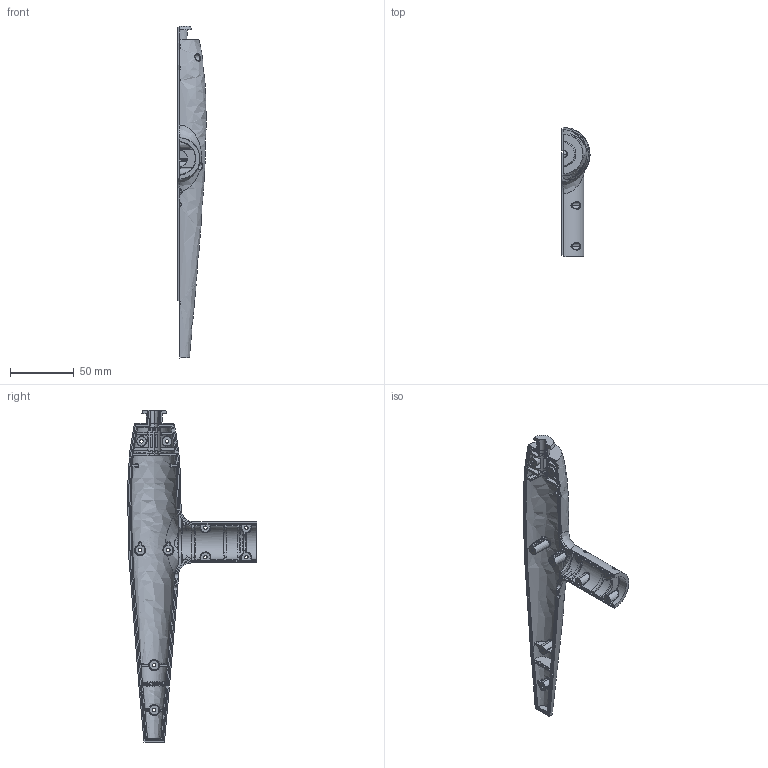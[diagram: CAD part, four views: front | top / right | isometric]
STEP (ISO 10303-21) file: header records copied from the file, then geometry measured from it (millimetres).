
FILE_DESCRIPTION (( 'STEP AP203' ), '1' );
FILE_NAME ('body-port_asw.STEP', '2015-04-23T12:37:06', ( 'ROBIN' ), ( 'Microsoft' ), 'SwSTEP 2.0', 'SolidWorks 2015', '' );
FILE_SCHEMA (( 'CONFIG_CONTROL_DESIGN' ));
Length unit declared in the file: millimetre
Products named in the file (1): body-port_asw
Bounding box: 22.05 x 100.95 x 259.49 mm (x, y, z)
Volume: 51426.8 mm3; surface area: 40082.5 mm2
Topology: 1 solids, 1 shells, 452 faces, 1193 edges, 765 vertices
Faces by surface type: plane 173, bspline 136, cone 79, cylinder 34, sphere 26, torus 4
Entity records: 24000 total; most frequent: CARTESIAN_POINT 14244, ORIENTED_EDGE 2386, DIRECTION 1502, EDGE_CURVE 1193, VERTEX_POINT 765, AXIS2_PLACEMENT_3D 556, EDGE_LOOP 494, B_SPLINE_CURVE_WITH_KNOTS 480
